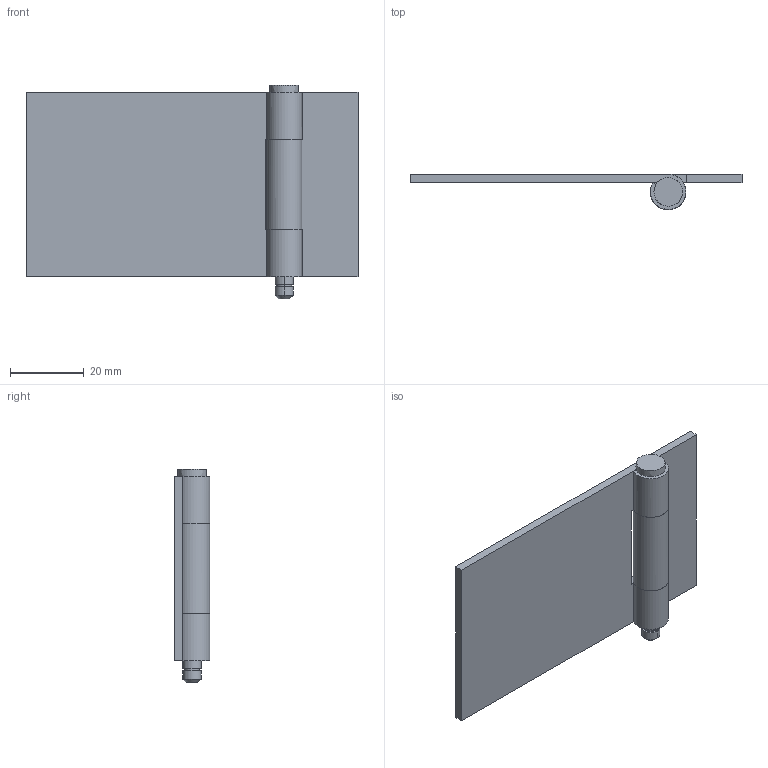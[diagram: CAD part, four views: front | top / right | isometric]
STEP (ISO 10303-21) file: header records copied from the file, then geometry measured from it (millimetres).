
FILE_DESCRIPTION((''),'2;1');
FILE_NAME('','2005-04-20T09:59:05',(''),(''),'','CADfix','');
FILE_SCHEMA(('AUTOMOTIVE_DESIGN'));
Length unit declared in the file: millimetre
Products named in the file (4): shaft; hinge piece_B; hinge piece_A; TH_67_2_13787_36
Assembly tree (3 placements, depth 2):
  TH_67_2_13787_36
    shaft
    hinge piece_B
    hinge piece_A
Bounding box: 90 x 9.6 x 58 mm (x, y, z)
Volume: 13165.9 mm3; surface area: 12603.4 mm2
Topology: 3 solids, 3 shells, 40 faces, 108 edges, 78 vertices
Faces by surface type: bspline 40
Entity records: 1498 total; most frequent: CARTESIAN_POINT 774, ORIENTED_EDGE 216, EDGE_CURVE 108, VERTEX_POINT 78, QUASI_UNIFORM_CURVE 62, EDGE_LOOP 44, FACE_OUTER_BOUND 40, ADVANCED_FACE 40
